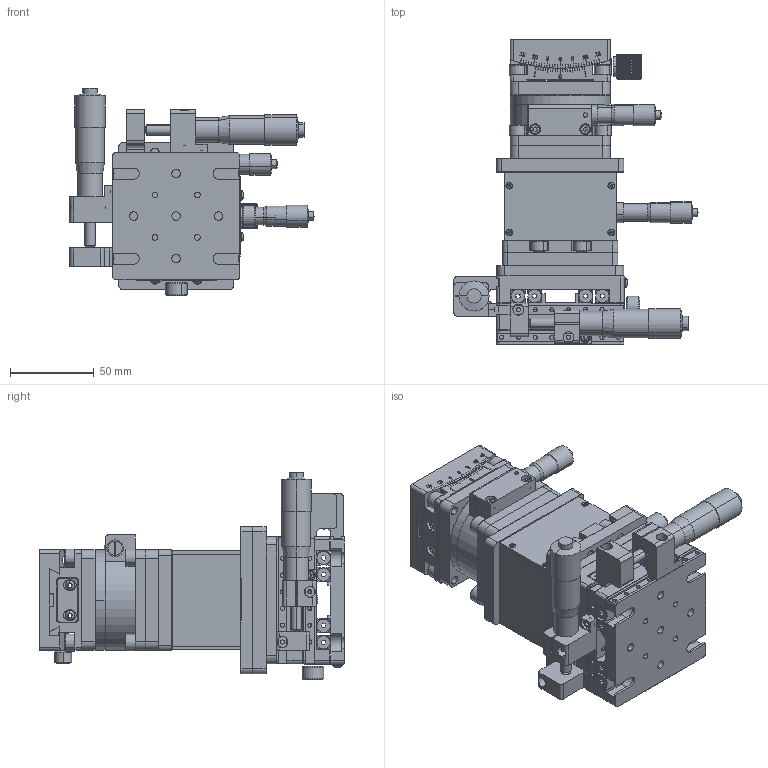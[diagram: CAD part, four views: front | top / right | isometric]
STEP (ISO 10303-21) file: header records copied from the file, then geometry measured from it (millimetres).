
FILE_DESCRIPTION (( 'STEP AP203' ), '1' );
FILE_NAME ('06MTG75-5.STEP', '2021-08-10T01:38:47', ( '' ), ( '' ), 'SwSTEP 2.0', 'SolidWorks 2020', '' );
FILE_SCHEMA (( 'CONFIG_CONTROL_DESIGN' ));
Products named in the file (1): 06MTG75-5
Bounding box: 145.9 x 181.95 x 124.1 mm (x, y, z)
Surface area: 200671.1 mm2 (no closed solid volume)
Topology: 0 solids, 137 shells, 1585 faces, 6131 edges, 4533 vertices
Faces by surface type: plane 851, cylinder 502, cone 144, torus 62, sphere 20, bspline 6
Entity records: 70913 total; most frequent: CARTESIAN_POINT 19554, DIRECTION 10687, ORIENTED_EDGE 9380, EDGE_CURVE 6113, VERTEX_POINT 4533, AXIS2_PLACEMENT_3D 3679, LINE 3329, VECTOR 3329
